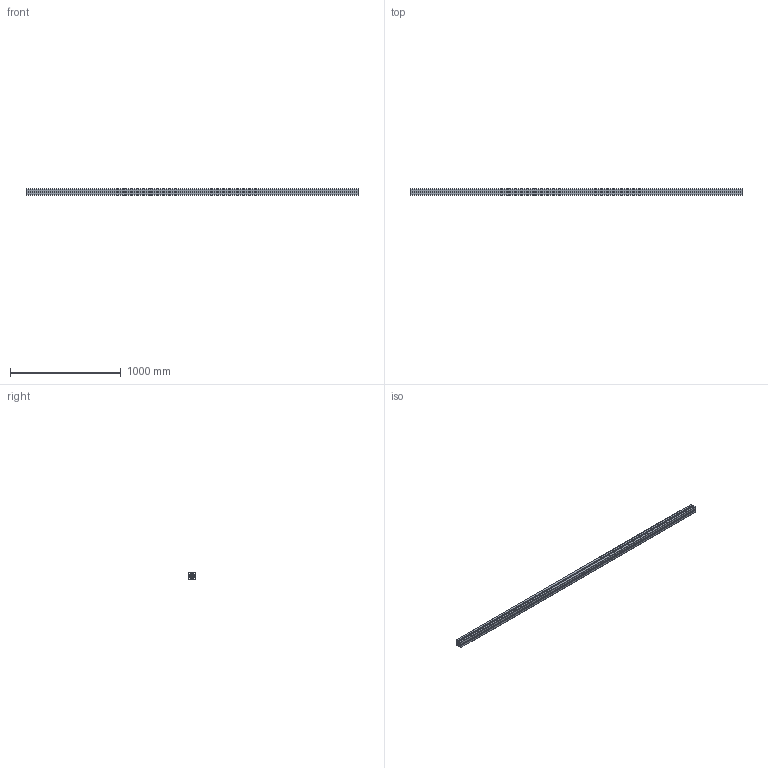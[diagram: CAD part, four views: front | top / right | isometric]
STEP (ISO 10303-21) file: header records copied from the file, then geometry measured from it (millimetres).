
FILE_DESCRIPTION (( 'STEP AP214' ), '1' );
FILE_NAME ('201050_Profil 60x60L Nut 10.STEP', '2019-01-29T12:39:59', ( '' ), ( '' ), 'SwSTEP 2.0', 'SolidWorks 2017', '' );
FILE_SCHEMA (( 'AUTOMOTIVE_DESIGN' ));
Length unit declared in the file: millimetre
Products named in the file (1): 201050_Profil 60x60L Nut 10
Bounding box: 3000 x 60 x 60 mm (x, y, z)
Volume: 2498377.3 mm3; surface area: 2879042.6 mm2
Topology: 1 solids, 1 shells, 345 faces, 1029 edges, 686 vertices
Faces by surface type: cylinder 191, plane 154
Entity records: 11795 total; most frequent: DIRECTION 2103, CARTESIAN_POINT 2061, ORIENTED_EDGE 2058, EDGE_CURVE 1029, AXIS2_PLACEMENT_3D 728, VERTEX_POINT 686, VECTOR 647, LINE 647
